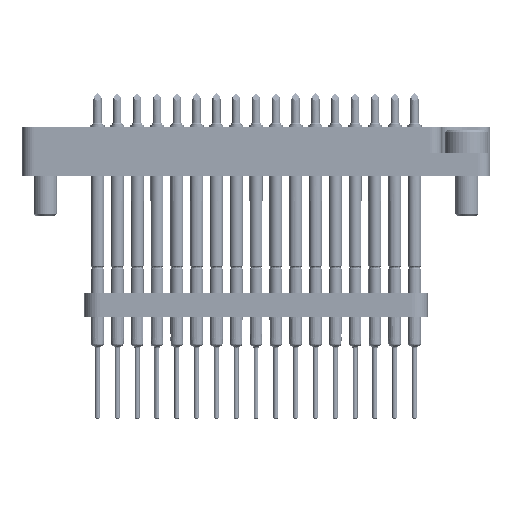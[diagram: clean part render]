
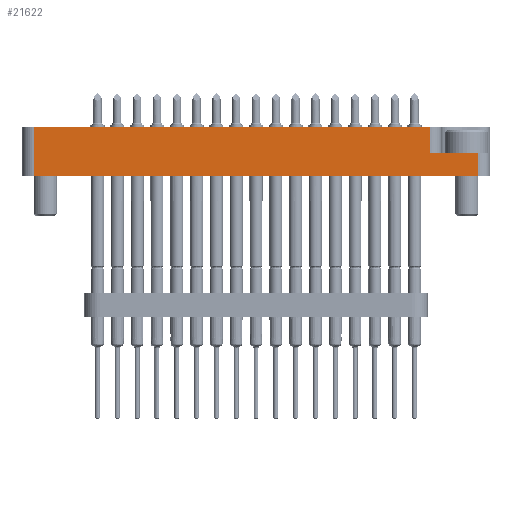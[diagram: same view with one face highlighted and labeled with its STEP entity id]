
A CAD part, left-side view. The second image highlights one B-rep face of the part: STEP entity #21622.
In plain terms, the highlighted face is planar.
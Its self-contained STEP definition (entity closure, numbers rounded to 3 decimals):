
#247 = ORIENTED_EDGE ( 'NONE', *, *, #45845, .T. ) ;
#1661 = EDGE_CURVE ( 'NONE', #54284, #46595, #14994, .T. ) ;
#3124 = DIRECTION ( 'NONE',  ( 0., -1., 0. ) ) ;
#4613 = ORIENTED_EDGE ( 'NONE', *, *, #1661, .F. ) ;
#5256 = CARTESIAN_POINT ( 'NONE',  ( 30., 2.95, 14.35 ) ) ;
#6835 = EDGE_CURVE ( 'NONE', #16224, #33009, #14641, .T. ) ;
#7788 = CARTESIAN_POINT ( 'NONE',  ( 28.5, 2.95, 14.35 ) ) ;
#8899 = DIRECTION ( 'NONE',  ( -1., 0., 0. ) ) ;
#9197 = CARTESIAN_POINT ( 'NONE',  ( -30., 0., 14.35 ) ) ;
#11037 = ORIENTED_EDGE ( 'NONE', *, *, #6835, .F. ) ;
#11785 = DIRECTION ( 'NONE',  ( 0., 1., 0. ) ) ;
#11788 = VECTOR ( 'NONE', #11785, 1000. ) ;
#12617 = EDGE_CURVE ( 'NONE', #54284, #33009, #33740, .T. ) ;
#13452 = CARTESIAN_POINT ( 'NONE',  ( 22.25, 0., 14.35 ) ) ;
#14227 = AXIS2_PLACEMENT_3D ( 'NONE', #9197, #52716, #8899 ) ;
#14641 = LINE ( 'NONE', #5256, #36008 ) ;
#14941 = DIRECTION ( 'NONE',  ( 1., 0., 0. ) ) ;
#14994 = LINE ( 'NONE', #45999, #52723 ) ;
#16224 = VERTEX_POINT ( 'NONE', #22206 ) ;
#20581 = EDGE_CURVE ( 'NONE', #40598, #46595, #26850, .T. ) ;
#21622 = ADVANCED_FACE ( 'NONE', ( #39345 ), #51886, .F. ) ;
#22206 = CARTESIAN_POINT ( 'NONE',  ( 22.25, 2.95, 14.35 ) ) ;
#23194 = CARTESIAN_POINT ( 'NONE',  ( -30., 6.35, 14.35 ) ) ;
#24700 = DIRECTION ( 'NONE',  ( -1., 0., 0. ) ) ;
#25072 = CARTESIAN_POINT ( 'NONE',  ( -28.5, 0., 14.35 ) ) ;
#26850 = LINE ( 'NONE', #25072, #52354 ) ;
#28086 = CARTESIAN_POINT ( 'NONE',  ( 28.5, 2.95, 14.35 ) ) ;
#31774 = ORIENTED_EDGE ( 'NONE', *, *, #12617, .T. ) ;
#32036 = DIRECTION ( 'NONE',  ( 1., 0., 0. ) ) ;
#33009 = VERTEX_POINT ( 'NONE', #28086 ) ;
#33740 = LINE ( 'NONE', #7788, #11788 ) ;
#34269 = DIRECTION ( 'NONE',  ( 0., 1., 0. ) ) ;
#34334 = VECTOR ( 'NONE', #14941, 1000. ) ;
#36008 = VECTOR ( 'NONE', #32036, 1000. ) ;
#36753 = VECTOR ( 'NONE', #34269, 1000. ) ;
#39345 = FACE_OUTER_BOUND ( 'NONE', #54212, .T. ) ;
#39621 = LINE ( 'NONE', #13452, #36753 ) ;
#40598 = VERTEX_POINT ( 'NONE', #45649 ) ;
#45649 = CARTESIAN_POINT ( 'NONE',  ( -28.5, 6.35, 14.35 ) ) ;
#45845 = EDGE_CURVE ( 'NONE', #16224, #52463, #39621, .T. ) ;
#45999 = CARTESIAN_POINT ( 'NONE',  ( 30., 0., 14.35 ) ) ;
#46595 = VERTEX_POINT ( 'NONE', #53578 ) ;
#49075 = CARTESIAN_POINT ( 'NONE',  ( 28.5, 0., 14.35 ) ) ;
#49394 = CARTESIAN_POINT ( 'NONE',  ( 22.25, 6.35, 14.35 ) ) ;
#51886 = PLANE ( 'NONE',  #14227 ) ;
#51896 = ORIENTED_EDGE ( 'NONE', *, *, #20581, .T. ) ;
#52354 = VECTOR ( 'NONE', #3124, 1000. ) ;
#52463 = VERTEX_POINT ( 'NONE', #49394 ) ;
#52602 = EDGE_CURVE ( 'NONE', #40598, #52463, #53351, .T. ) ;
#52716 = DIRECTION ( 'NONE',  ( 0., 0., -1. ) ) ;
#52723 = VECTOR ( 'NONE', #24700, 1000. ) ;
#53351 = LINE ( 'NONE', #23194, #34334 ) ;
#53578 = CARTESIAN_POINT ( 'NONE',  ( -28.5, 0., 14.35 ) ) ;
#54212 = EDGE_LOOP ( 'NONE', ( #55135, #51896, #4613, #31774, #11037, #247 ) ) ;
#54284 = VERTEX_POINT ( 'NONE', #49075 ) ;
#55135 = ORIENTED_EDGE ( 'NONE', *, *, #52602, .F. ) ;
